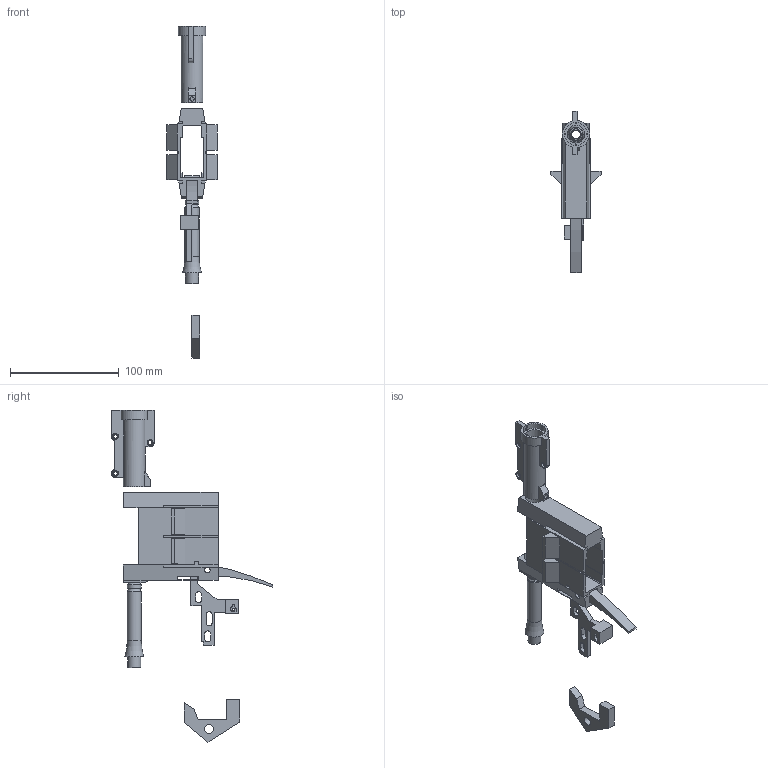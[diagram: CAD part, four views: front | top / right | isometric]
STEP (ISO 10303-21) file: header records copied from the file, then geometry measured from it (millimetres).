
FILE_DESCRIPTION(/* description */ (''),/* implementation_level */ '2;1');
FILE_NAME(/* name */ 'Stampede short dart conversion.step',/* time_stamp */ '2023-08-05T14:12:32-07:00',/* author */ (''),/* organization */ (''),/* preprocessor_version */ 'ST-DEVELOPER v19.2',/* originating_system */ 'Autodesk Translation Framework v12.4.0.73',/* authorisation */ '');
FILE_SCHEMA (('AUTOMOTIVE_DESIGN { 1 0 10303 214 3 1 1 }'));
Length unit declared in the file: millimetre
Products named in the file (1): Stampede short dart conversion
Bounding box: 46 x 148 x 304.8 mm (x, y, z)
Volume: 111803.7 mm3; surface area: 63485.8 mm2
Topology: 6 solids, 6 shells, 278 faces, 773 edges, 509 vertices
Faces by surface type: plane 214, cylinder 60, cone 2, torus 2
Full cylindrical faces by diameter (mm): 2 x2, 3.5 x3, 4 x1, 4.8 x1, 5.3 x2, 5.5 x3, 6 x1, 8 x2, 10.4 x1, 12 x1, 12.6 x1, 13 x1, 16.5 x2, 19 x1, 20 x1
Entity records: 9029 total; most frequent: CARTESIAN_POINT 1668, ORIENTED_EDGE 1546, DIRECTION 1463, EDGE_CURVE 773, LINE 623, VECTOR 623, VERTEX_POINT 509, AXIS2_PLACEMENT_3D 420
